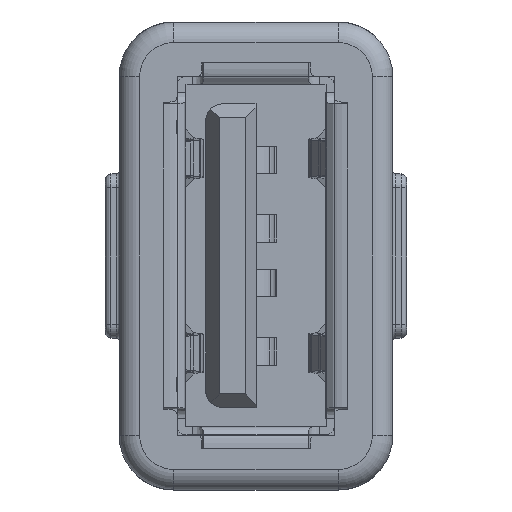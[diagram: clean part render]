
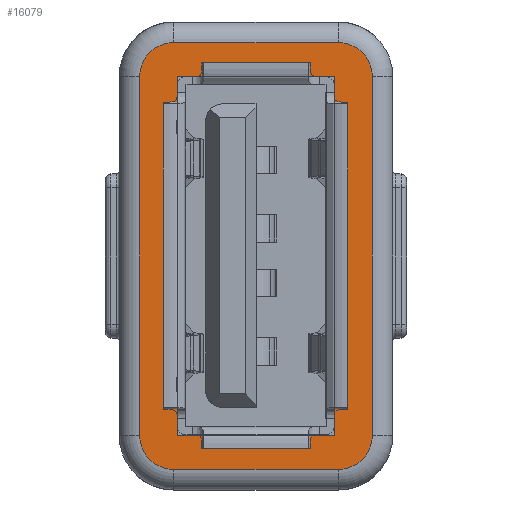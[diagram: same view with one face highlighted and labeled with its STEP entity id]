
A CAD part, left-side view. The second image highlights one B-rep face of the part: STEP entity #16079.
In plain terms, the highlighted face is planar.
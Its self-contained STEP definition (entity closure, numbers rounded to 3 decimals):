
#504 = DIRECTION ( 'NONE',  ( -1., 0., 0. ) ) ;
#1012 = EDGE_CURVE ( 'NONE', #45409, #24478, #21617, .T. ) ;
#1072 = EDGE_CURVE ( 'NONE', #2271, #15575, #43266, .T. ) ;
#1632 = LINE ( 'NONE', #6710, #28225 ) ;
#1654 = VECTOR ( 'NONE', #15022, 1000. ) ;
#1744 = CARTESIAN_POINT ( 'NONE',  ( 2., 8., 0. ) ) ;
#2271 = VERTEX_POINT ( 'NONE', #33896 ) ;
#3242 = DIRECTION ( 'NONE',  ( 0., -1., 0. ) ) ;
#3254 = CARTESIAN_POINT ( 'NONE',  ( 15.1, 7.87, 0. ) ) ;
#3304 = CIRCLE ( 'NONE', #29092, 1.25 ) ;
#3378 = EDGE_CURVE ( 'NONE', #38462, #13249, #3304, .T. ) ;
#3910 = FACE_BOUND ( 'NONE', #44636, .T. ) ;
#4303 = DIRECTION ( 'NONE',  ( -1., 0., 0. ) ) ;
#4463 = CARTESIAN_POINT ( 'NONE',  ( 0., 0., 0. ) ) ;
#4915 = ORIENTED_EDGE ( 'NONE', *, *, #31030, .T. ) ;
#5156 = VERTEX_POINT ( 'NONE', #46177 ) ;
#5514 = DIRECTION ( 'NONE',  ( 0., 0., -1. ) ) ;
#5657 = LINE ( 'NONE', #46682, #47180 ) ;
#6151 = LINE ( 'NONE', #29492, #1654 ) ;
#6710 = CARTESIAN_POINT ( 'NONE',  ( 16.35, 2., 0. ) ) ;
#7288 = LINE ( 'NONE', #44245, #28848 ) ;
#7623 = PLANE ( 'NONE',  #20649 ) ;
#8462 = VERTEX_POINT ( 'NONE', #19066 ) ;
#8632 = ORIENTED_EDGE ( 'NONE', *, *, #15746, .T. ) ;
#8971 = ORIENTED_EDGE ( 'NONE', *, *, #37471, .F. ) ;
#9422 = CARTESIAN_POINT ( 'NONE',  ( 0.75, 8., 0. ) ) ;
#9663 = LINE ( 'NONE', #19805, #42628 ) ;
#10025 = ORIENTED_EDGE ( 'NONE', *, *, #44284, .T. ) ;
#10348 = VERTEX_POINT ( 'NONE', #36122 ) ;
#10846 = VECTOR ( 'NONE', #19982, 1000. ) ;
#11386 = DIRECTION ( 'NONE',  ( 0., 0., -1. ) ) ;
#12509 = LINE ( 'NONE', #14494, #42059 ) ;
#13249 = VERTEX_POINT ( 'NONE', #34028 ) ;
#13673 = LINE ( 'NONE', #27088, #10846 ) ;
#14494 = CARTESIAN_POINT ( 'NONE',  ( 0.75, 8., 0. ) ) ;
#15022 = DIRECTION ( 'NONE',  ( 0., 1., 0. ) ) ;
#15444 = ORIENTED_EDGE ( 'NONE', *, *, #36762, .F. ) ;
#15519 = CARTESIAN_POINT ( 'NONE',  ( 15.1, 0.75, 0. ) ) ;
#15575 = VERTEX_POINT ( 'NONE', #21172 ) ;
#15746 = EDGE_CURVE ( 'NONE', #13249, #2271, #7288, .T. ) ;
#16079 = ADVANCED_FACE ( 'NONE', ( #3910, #41418 ), #7623, .T. ) ;
#16879 = AXIS2_PLACEMENT_3D ( 'NONE', #18191, #11386, #43664 ) ;
#17974 = CARTESIAN_POINT ( 'NONE',  ( 2., 2., 0. ) ) ;
#18191 = CARTESIAN_POINT ( 'NONE',  ( 15.1, 2., 0. ) ) ;
#19066 = CARTESIAN_POINT ( 'NONE',  ( 15.1, 2.13, 0. ) ) ;
#19805 = CARTESIAN_POINT ( 'NONE',  ( 15.1, 2.13, 0. ) ) ;
#19982 = DIRECTION ( 'NONE',  ( -1., 0., 0. ) ) ;
#20649 = AXIS2_PLACEMENT_3D ( 'NONE', #4463, #43707, #4303 ) ;
#20850 = EDGE_CURVE ( 'NONE', #15575, #38755, #1632, .T. ) ;
#20892 = ORIENTED_EDGE ( 'NONE', *, *, #31828, .T. ) ;
#21064 = CARTESIAN_POINT ( 'NONE',  ( 2., 0.75, 0. ) ) ;
#21172 = CARTESIAN_POINT ( 'NONE',  ( 16.35, 8., 0. ) ) ;
#21366 = CIRCLE ( 'NONE', #16879, 1.25 ) ;
#21617 = LINE ( 'NONE', #3254, #43815 ) ;
#21747 = ORIENTED_EDGE ( 'NONE', *, *, #43503, .T. ) ;
#23703 = CIRCLE ( 'NONE', #32655, 1.25 ) ;
#24478 = VERTEX_POINT ( 'NONE', #25884 ) ;
#25884 = CARTESIAN_POINT ( 'NONE',  ( 15.1, 7.87, 0. ) ) ;
#26338 = DIRECTION ( 'NONE',  ( 1., 0., 0. ) ) ;
#27088 = CARTESIAN_POINT ( 'NONE',  ( 2., 0.75, 0. ) ) ;
#28108 = DIRECTION ( 'NONE',  ( -1., 0., 0. ) ) ;
#28225 = VECTOR ( 'NONE', #3242, 1000. ) ;
#28232 = ORIENTED_EDGE ( 'NONE', *, *, #45288, .F. ) ;
#28848 = VECTOR ( 'NONE', #26338, 1000. ) ;
#29092 = AXIS2_PLACEMENT_3D ( 'NONE', #1744, #5514, #30908 ) ;
#29492 = CARTESIAN_POINT ( 'NONE',  ( 2., 2.13, 0. ) ) ;
#30908 = DIRECTION ( 'NONE',  ( -1., 0., 0. ) ) ;
#31030 = EDGE_CURVE ( 'NONE', #35931, #5156, #23703, .T. ) ;
#31828 = EDGE_CURVE ( 'NONE', #38755, #43454, #21366, .T. ) ;
#32261 = DIRECTION ( 'NONE',  ( 1., 0., 0. ) ) ;
#32655 = AXIS2_PLACEMENT_3D ( 'NONE', #17974, #35932, #39638 ) ;
#32831 = DIRECTION ( 'NONE',  ( 0., 0., -1. ) ) ;
#33896 = CARTESIAN_POINT ( 'NONE',  ( 15.1, 9.25, 0. ) ) ;
#34028 = CARTESIAN_POINT ( 'NONE',  ( 2., 9.25, 0. ) ) ;
#34831 = AXIS2_PLACEMENT_3D ( 'NONE', #43058, #32831, #504 ) ;
#34966 = ORIENTED_EDGE ( 'NONE', *, *, #3378, .T. ) ;
#35046 = ORIENTED_EDGE ( 'NONE', *, *, #1072, .T. ) ;
#35272 = ORIENTED_EDGE ( 'NONE', *, *, #1012, .F. ) ;
#35931 = VERTEX_POINT ( 'NONE', #21064 ) ;
#35932 = DIRECTION ( 'NONE',  ( 0., 0., -1. ) ) ;
#36122 = CARTESIAN_POINT ( 'NONE',  ( 2., 2.13, 0. ) ) ;
#36363 = EDGE_LOOP ( 'NONE', ( #8632, #35046, #39905, #20892, #21747, #4915, #10025, #34966 ) ) ;
#36426 = DIRECTION ( 'NONE',  ( 0., 1., 0. ) ) ;
#36762 = EDGE_CURVE ( 'NONE', #24478, #8462, #9663, .T. ) ;
#37471 = EDGE_CURVE ( 'NONE', #8462, #10348, #5657, .T. ) ;
#38462 = VERTEX_POINT ( 'NONE', #9422 ) ;
#38755 = VERTEX_POINT ( 'NONE', #47054 ) ;
#39638 = DIRECTION ( 'NONE',  ( -1., 0., 0. ) ) ;
#39905 = ORIENTED_EDGE ( 'NONE', *, *, #20850, .T. ) ;
#41276 = DIRECTION ( 'NONE',  ( 0., -1., 0. ) ) ;
#41418 = FACE_OUTER_BOUND ( 'NONE', #36363, .T. ) ;
#42059 = VECTOR ( 'NONE', #36426, 1000. ) ;
#42628 = VECTOR ( 'NONE', #41276, 1000. ) ;
#43058 = CARTESIAN_POINT ( 'NONE',  ( 15.1, 8., 0. ) ) ;
#43266 = CIRCLE ( 'NONE', #34831, 1.25 ) ;
#43454 = VERTEX_POINT ( 'NONE', #15519 ) ;
#43503 = EDGE_CURVE ( 'NONE', #43454, #35931, #13673, .T. ) ;
#43664 = DIRECTION ( 'NONE',  ( -1., 0., 0. ) ) ;
#43707 = DIRECTION ( 'NONE',  ( 0., 0., -1. ) ) ;
#43815 = VECTOR ( 'NONE', #32261, 1000. ) ;
#44245 = CARTESIAN_POINT ( 'NONE',  ( 15.1, 9.25, 0. ) ) ;
#44284 = EDGE_CURVE ( 'NONE', #5156, #38462, #12509, .T. ) ;
#44636 = EDGE_LOOP ( 'NONE', ( #15444, #35272, #28232, #8971 ) ) ;
#45288 = EDGE_CURVE ( 'NONE', #10348, #45409, #6151, .T. ) ;
#45409 = VERTEX_POINT ( 'NONE', #45789 ) ;
#45789 = CARTESIAN_POINT ( 'NONE',  ( 2., 7.87, 0. ) ) ;
#46177 = CARTESIAN_POINT ( 'NONE',  ( 0.75, 2., 0. ) ) ;
#46682 = CARTESIAN_POINT ( 'NONE',  ( 15.1, 2.13, 0. ) ) ;
#47054 = CARTESIAN_POINT ( 'NONE',  ( 16.35, 2., 0. ) ) ;
#47180 = VECTOR ( 'NONE', #28108, 1000. ) ;
